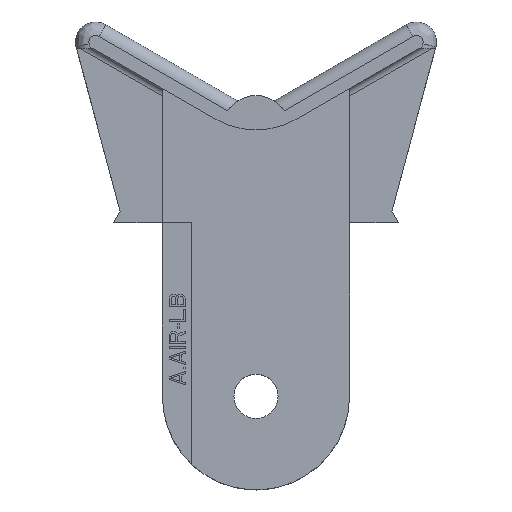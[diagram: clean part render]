
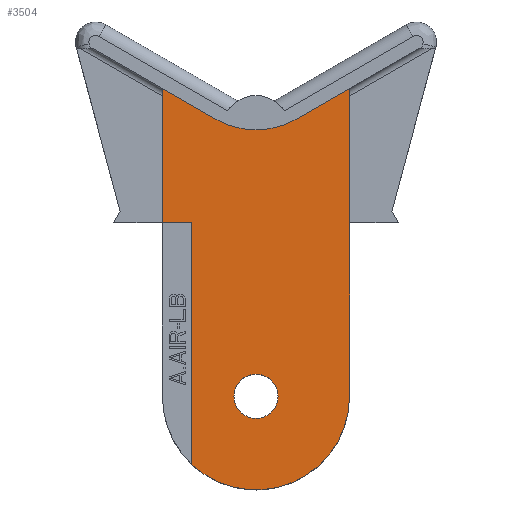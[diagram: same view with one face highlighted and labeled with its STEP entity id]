
A CAD part, top view. The second image highlights one B-rep face of the part: STEP entity #3504.
In plain terms, the highlighted planar face has unit normal (0, 0, 1).
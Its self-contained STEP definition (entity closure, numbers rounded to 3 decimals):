
#403=DIRECTION('',(-0.866,0.5,0.));
#404=VECTOR('',#403,4.619);
#405=CARTESIAN_POINT('',(-3.,7.726,7.));
#406=LINE('',#405,#404);
#411=CARTESIAN_POINT('',(0.,12.923,7.));
#412=DIRECTION('',(0.,0.,1.));
#413=DIRECTION('',(-0.5,-0.866,0.));
#414=AXIS2_PLACEMENT_3D('',#411,#412,#413);
#416=CARTESIAN_POINT('',(0.,-13.,7.));
#417=DIRECTION('',(0.,0.,-1.));
#418=DIRECTION('',(1.,0.,0.));
#419=AXIS2_PLACEMENT_3D('',#416,#417,#418);
#421=CARTESIAN_POINT('',(0.,-13.,7.));
#422=DIRECTION('',(0.,0.,-1.));
#423=DIRECTION('',(-1.,0.,0.));
#424=AXIS2_PLACEMENT_3D('',#421,#422,#423);
#426=DIRECTION('',(0.,1.,0.));
#427=VECTOR('',#426,18.095);
#428=CARTESIAN_POINT('',(-4.8,-18.095,7.));
#429=LINE('',#428,#427);
#430=DIRECTION('',(1.,0.,0.));
#431=VECTOR('',#430,2.2);
#432=CARTESIAN_POINT('',(-7.,0.,7.));
#433=LINE('',#432,#431);
#434=DIRECTION('',(0.,-1.,0.));
#435=VECTOR('',#434,10.036);
#436=CARTESIAN_POINT('',(-7.,10.036,7.));
#437=LINE('',#436,#435);
#438=DIRECTION('',(0.,1.,0.));
#439=VECTOR('',#438,23.036);
#440=CARTESIAN_POINT('',(7.,-13.,7.));
#441=LINE('',#440,#439);
#442=CARTESIAN_POINT('',(0.,-13.,7.));
#443=DIRECTION('',(0.,0.,1.));
#444=DIRECTION('',(-0.686,-0.728,0.));
#445=AXIS2_PLACEMENT_3D('',#442,#443,#444);
#2024=DIRECTION('',(0.866,0.5,0.));
#2025=VECTOR('',#2024,4.619);
#2026=CARTESIAN_POINT('',(3.,7.726,7.));
#2027=LINE('',#2026,#2025);
#2291=CARTESIAN_POINT('',(1.65,-13.,7.));
#2292=CARTESIAN_POINT('',(-1.65,-13.,7.));
#2293=VERTEX_POINT('',#2291);
#2294=VERTEX_POINT('',#2292);
#2295=CARTESIAN_POINT('',(7.,-13.,7.));
#2296=VERTEX_POINT('',#2295);
#2309=CARTESIAN_POINT('',(7.,10.036,7.));
#2310=VERTEX_POINT('',#2309);
#2311=CARTESIAN_POINT('',(3.,7.726,7.));
#2312=VERTEX_POINT('',#2311);
#2313=CARTESIAN_POINT('',(-3.,7.726,7.));
#2314=CARTESIAN_POINT('',(-7.,10.036,7.));
#2315=VERTEX_POINT('',#2313);
#2316=VERTEX_POINT('',#2314);
#2325=CARTESIAN_POINT('',(-4.8,-18.095,7.));
#2326=CARTESIAN_POINT('',(-4.8,0.,7.));
#2327=VERTEX_POINT('',#2325);
#2328=VERTEX_POINT('',#2326);
#2329=CARTESIAN_POINT('',(-7.,0.,7.));
#2330=VERTEX_POINT('',#2329);
#3478=CARTESIAN_POINT('',(0.,0.,7.));
#3479=DIRECTION('',(0.,0.,-1.));
#3480=DIRECTION('',(-1.,0.,0.));
#3481=AXIS2_PLACEMENT_3D('',#3478,#3479,#3480);
#3482=PLANE('',#3481);
#3484=ORIENTED_EDGE('',*,*,#3483,.T.);
#3486=ORIENTED_EDGE('',*,*,#3485,.F.);
#3487=ORIENTED_EDGE('',*,*,#3431,.F.);
#3488=ORIENTED_EDGE('',*,*,#3458,.F.);
#3489=ORIENTED_EDGE('',*,*,#3469,.T.);
#3491=ORIENTED_EDGE('',*,*,#3490,.T.);
#3493=ORIENTED_EDGE('',*,*,#3492,.F.);
#3495=ORIENTED_EDGE('',*,*,#3494,.F.);
#3496=EDGE_LOOP('',(#3484,#3486,#3487,#3488,#3489,#3491,#3493,#3495));
#3497=FACE_OUTER_BOUND('',#3496,.F.);
#3499=ORIENTED_EDGE('',*,*,#3498,.F.);
#3501=ORIENTED_EDGE('',*,*,#3500,.F.);
#3502=EDGE_LOOP('',(#3499,#3501));
#3503=FACE_BOUND('',#3502,.F.);
#3504=ADVANCED_FACE('',(#3497,#3503),#3482,.F.);
#415=CIRCLE('',#414,6.);
#420=CIRCLE('',#419,1.65);
#425=CIRCLE('',#424,1.65);
#446=CIRCLE('',#445,7.);
#3431=EDGE_CURVE('',#2316,#2330,#437,.T.);
#3458=EDGE_CURVE('',#2315,#2316,#406,.T.);
#3469=EDGE_CURVE('',#2315,#2312,#415,.T.);
#3483=EDGE_CURVE('',#2327,#2328,#429,.T.);
#3485=EDGE_CURVE('',#2330,#2328,#433,.T.);
#3490=EDGE_CURVE('',#2312,#2310,#2027,.T.);
#3492=EDGE_CURVE('',#2296,#2310,#441,.T.);
#3494=EDGE_CURVE('',#2327,#2296,#446,.T.);
#3498=EDGE_CURVE('',#2293,#2294,#420,.T.);
#3500=EDGE_CURVE('',#2294,#2293,#425,.T.);
